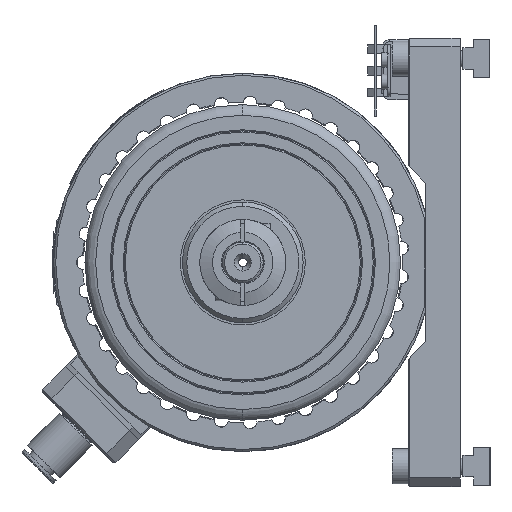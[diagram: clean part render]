
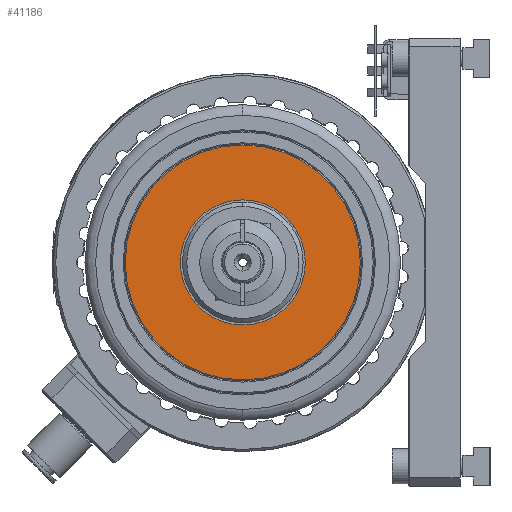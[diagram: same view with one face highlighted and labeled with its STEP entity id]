
A CAD part, left-side view. The second image highlights one B-rep face of the part: STEP entity #41186.
In plain terms, the highlighted planar face has unit normal (-1, 0, 0).
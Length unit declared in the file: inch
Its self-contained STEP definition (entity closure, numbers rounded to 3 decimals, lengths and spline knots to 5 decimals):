
#115 = DIRECTION ( 'NONE',  ( 0., 0., -1. ) ) ;
#274 = FACE_OUTER_BOUND ( 'NONE', #44896, .T. ) ;
#3590 = CARTESIAN_POINT ( 'NONE',  ( -2.2576, -0.90625, 0. ) ) ;
#5906 = CARTESIAN_POINT ( 'NONE',  ( -2.2576, 0., 0. ) ) ;
#7280 = AXIS2_PLACEMENT_3D ( 'NONE', #19292, #47940, #23420 ) ;
#8961 = DIRECTION ( 'NONE',  ( 1., 0., 0. ) ) ;
#10053 = DIRECTION ( 'NONE',  ( 0., 1., 0. ) ) ;
#12845 = EDGE_CURVE ( 'NONE', #24344, #37541, #22611, .T. ) ;
#13027 = ORIENTED_EDGE ( 'NONE', *, *, #48990, .T. ) ;
#15130 = CARTESIAN_POINT ( 'NONE',  ( -2.2576, 0., 1.70312 ) ) ;
#15146 = VERTEX_POINT ( 'NONE', #3590 ) ;
#15275 = CIRCLE ( 'NONE', #29651, 0.90625 ) ;
#15385 = AXIS2_PLACEMENT_3D ( 'NONE', #49128, #24631, #115 ) ;
#15643 = VERTEX_POINT ( 'NONE', #23729 ) ;
#15852 = ORIENTED_EDGE ( 'NONE', *, *, #12845, .T. ) ;
#16907 = AXIS2_PLACEMENT_3D ( 'NONE', #20907, #49536, #25058 ) ;
#19292 = CARTESIAN_POINT ( 'NONE',  ( -2.2576, 0., 0. ) ) ;
#20907 = CARTESIAN_POINT ( 'NONE',  ( -2.2576, -2.2915, 0. ) ) ;
#22611 = CIRCLE ( 'NONE', #15385, 1.70312 ) ;
#23420 = DIRECTION ( 'NONE',  ( 0., 0., -1. ) ) ;
#23729 = CARTESIAN_POINT ( 'NONE',  ( -2.2576, 0.90625, 0. ) ) ;
#24344 = VERTEX_POINT ( 'NONE', #52565 ) ;
#24631 = DIRECTION ( 'NONE',  ( -1., 0., 0. ) ) ;
#25058 = DIRECTION ( 'NONE',  ( 0., 0., 1. ) ) ;
#25134 = EDGE_CURVE ( 'NONE', #15146, #15643, #48897, .T. ) ;
#25176 = EDGE_LOOP ( 'NONE', ( #38838, #47470 ) ) ;
#28845 = AXIS2_PLACEMENT_3D ( 'NONE', #33551, #8961, #37685 ) ;
#28982 = PLANE ( 'NONE',  #16907 ) ;
#29651 = AXIS2_PLACEMENT_3D ( 'NONE', #5906, #34620, #10053 ) ;
#31659 = FACE_BOUND ( 'NONE', #25176, .T. ) ;
#33551 = CARTESIAN_POINT ( 'NONE',  ( -2.2576, 0., 0. ) ) ;
#34450 = CIRCLE ( 'NONE', #7280, 1.70312 ) ;
#34620 = DIRECTION ( 'NONE',  ( 1., 0., 0. ) ) ;
#37541 = VERTEX_POINT ( 'NONE', #15130 ) ;
#37685 = DIRECTION ( 'NONE',  ( 0., 1., 0. ) ) ;
#38838 = ORIENTED_EDGE ( 'NONE', *, *, #48607, .T. ) ;
#41186 = ADVANCED_FACE ( 'NONE', ( #31659, #274 ), #28982, .F. ) ;
#44896 = EDGE_LOOP ( 'NONE', ( #15852, #13027 ) ) ;
#47470 = ORIENTED_EDGE ( 'NONE', *, *, #25134, .T. ) ;
#47940 = DIRECTION ( 'NONE',  ( -1., 0., 0. ) ) ;
#48607 = EDGE_CURVE ( 'NONE', #15643, #15146, #15275, .T. ) ;
#48897 = CIRCLE ( 'NONE', #28845, 0.90625 ) ;
#48990 = EDGE_CURVE ( 'NONE', #37541, #24344, #34450, .T. ) ;
#49128 = CARTESIAN_POINT ( 'NONE',  ( -2.2576, 0., 0. ) ) ;
#49536 = DIRECTION ( 'NONE',  ( 1., 0., 0. ) ) ;
#52565 = CARTESIAN_POINT ( 'NONE',  ( -2.2576, 0., -1.70312 ) ) ;
